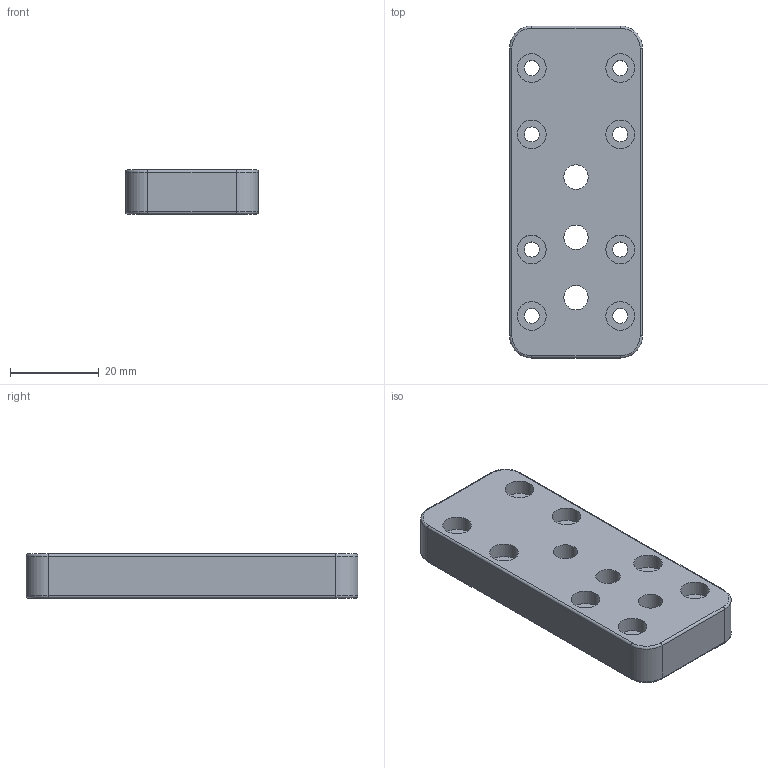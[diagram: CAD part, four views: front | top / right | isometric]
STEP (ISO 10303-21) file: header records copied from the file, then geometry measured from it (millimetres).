
FILE_DESCRIPTION(/* description */ (''),/* implementation_level */ '2;1');
FILE_NAME(/* name */ 'AdapterLinearGuideLong.stp',/* time_stamp */ '2023-12-27T23:14:21+01:00',/* author */ ('denni'),/* organization */ (''),/* preprocessor_version */ 'ST-DEVELOPER v19.2',/* originating_system */ 'Autodesk Inventor 2024',/* authorisation */ '');
FILE_SCHEMA (('AUTOMOTIVE_DESIGN { 1 0 10303 214 3 1 1 }'));
Length unit declared in the file: millimetre
Products named in the file (1): AdapterLinearGuideLong
Bounding box: 30 x 75 x 10 mm (x, y, z)
Volume: 19160.3 mm3; surface area: 7987.4 mm2
Topology: 1 solids, 1 shells, 68 faces, 145 edges, 90 vertices
Faces by surface type: cylinder 38, plane 18, torus 10, sphere 2
Full cylindrical faces by diameter (mm): 3.4 x8, 5.5 x3, 6.5 x8, 10 x3
Entity records: 1946 total; most frequent: DIRECTION 373, CARTESIAN_POINT 304, ORIENTED_EDGE 290, AXIS2_PLACEMENT_3D 159, EDGE_CURVE 145, EDGE_LOOP 101, CIRCLE 90, VERTEX_POINT 90
